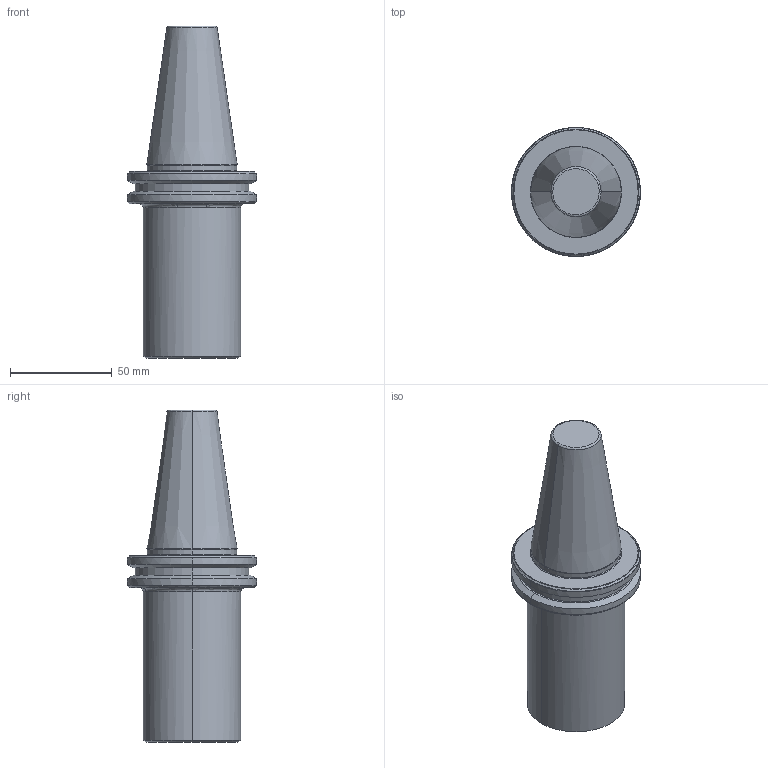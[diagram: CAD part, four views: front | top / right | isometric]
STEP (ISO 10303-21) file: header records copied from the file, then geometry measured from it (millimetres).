
FILE_DESCRIPTION (( 'STEP AP203' ), '1' );
FILE_NAME ('SK 40 MT04 095 6.3G15000 SL.STEP', '2019-05-03T06:11:50', ( '' ), ( '' ), 'SwSTEP 2.0', 'SolidWorks 2014', '' );
FILE_SCHEMA (( 'CONFIG_CONTROL_DESIGN' ));
Length unit declared in the file: millimetre
Products named in the file (1): SK 40 MT04 095 6.3G15000 SL
Bounding box: 63.5 x 63.5 x 163.4 mm (x, y, z)
Volume: 254481.1 mm3; surface area: 28155 mm2
Topology: 1 solids, 1 shells, 67 faces, 170 edges, 109 vertices
Faces by surface type: bspline 23, cone 14, torus 14, cylinder 10, plane 6
Entity records: 3192 total; most frequent: CARTESIAN_POINT 1585, ORIENTED_EDGE 340, DIRECTION 316, EDGE_CURVE 170, AXIS2_PLACEMENT_3D 146, VERTEX_POINT 109, CIRCLE 101, EDGE_LOOP 71
